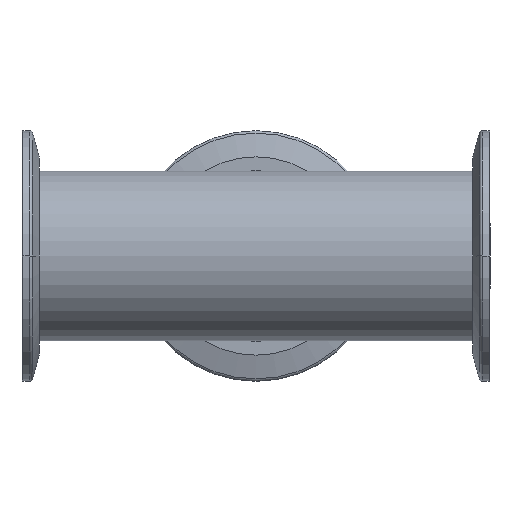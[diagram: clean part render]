
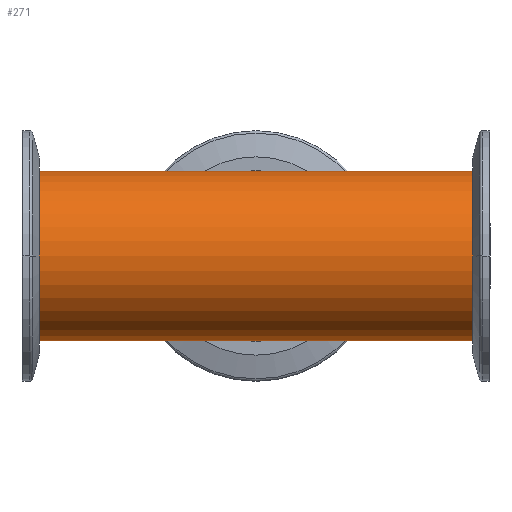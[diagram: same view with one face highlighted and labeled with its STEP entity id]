
A CAD part, front view. The second image highlights one B-rep face of the part: STEP entity #271.
In plain terms, the highlighted cylindrical face has radius 25.4 mm (diameter 50.8 mm), a partial arc.
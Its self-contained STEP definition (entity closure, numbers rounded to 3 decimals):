
#17 = CARTESIAN_POINT ( 'NONE',  ( 66.5, 0., 25.4 ) ) ;
#45 = DIRECTION ( 'NONE',  ( 0., 0., 1. ) ) ;
#48 = CARTESIAN_POINT ( 'NONE',  ( 66.5, 0., -25.4 ) ) ;
#54 = AXIS2_PLACEMENT_3D ( 'NONE', #765, #264, #847 ) ;
#76 = FACE_OUTER_BOUND ( 'NONE', #474, .T. ) ;
#77 = ORIENTED_EDGE ( 'NONE', *, *, #897, .F. ) ;
#85 = AXIS2_PLACEMENT_3D ( 'NONE', #855, #596, #146 ) ;
#94 = VECTOR ( 'NONE', #859, 1000. ) ;
#137 = DIRECTION ( 'NONE',  ( -1., 0., 0. ) ) ;
#146 = DIRECTION ( 'NONE',  ( 0., 0., -1. ) ) ;
#179 = VERTEX_POINT ( 'NONE', #17 ) ;
#192 = VERTEX_POINT ( 'NONE', #402 ) ;
#195 = ORIENTED_EDGE ( 'NONE', *, *, #649, .T. ) ;
#201 = ORIENTED_EDGE ( 'NONE', *, *, #737, .F. ) ;
#232 = VERTEX_POINT ( 'NONE', #669 ) ;
#239 = CARTESIAN_POINT ( 'NONE',  ( 66.5, 0., -25.4 ) ) ;
#264 = DIRECTION ( 'NONE',  ( 1., 0., 0. ) ) ;
#265 = ORIENTED_EDGE ( 'NONE', *, *, #794, .F. ) ;
#271 = ADVANCED_FACE ( 'NONE', ( #76 ), #340, .T. ) ;
#323 = DIRECTION ( 'NONE',  ( -1., 0., 0. ) ) ;
#329 = CARTESIAN_POINT ( 'NONE',  ( 0., 0., -25.4 ) ) ;
#340 = CYLINDRICAL_SURFACE ( 'NONE', #658, 25.4 ) ;
#363 = LINE ( 'NONE', #454, #94 ) ;
#402 = CARTESIAN_POINT ( 'NONE',  ( 0., 0., 25.4 ) ) ;
#404 = ORIENTED_EDGE ( 'NONE', *, *, #803, .T. ) ;
#422 = LINE ( 'NONE', #239, #600 ) ;
#453 = CARTESIAN_POINT ( 'NONE',  ( -66.5, 0., -25.4 ) ) ;
#454 = CARTESIAN_POINT ( 'NONE',  ( 66.5, 0., 25.4 ) ) ;
#459 = CARTESIAN_POINT ( 'NONE',  ( 66.5, 0., -25.4 ) ) ;
#461 = CIRCLE ( 'NONE', #85, 25.4 ) ;
#472 = DIRECTION ( 'NONE',  ( -1., 0., 0. ) ) ;
#474 = EDGE_LOOP ( 'NONE', ( #77, #201, #404, #195, #700, #265 ) ) ;
#487 = LINE ( 'NONE', #459, #686 ) ;
#577 = VECTOR ( 'NONE', #956, 1000. ) ;
#582 = VERTEX_POINT ( 'NONE', #48 ) ;
#596 = DIRECTION ( 'NONE',  ( 1., 0., 0. ) ) ;
#600 = VECTOR ( 'NONE', #323, 1000. ) ;
#630 = VERTEX_POINT ( 'NONE', #453 ) ;
#649 = EDGE_CURVE ( 'NONE', #192, #232, #363, .T. ) ;
#658 = AXIS2_PLACEMENT_3D ( 'NONE', #930, #137, #45 ) ;
#660 = CIRCLE ( 'NONE', #54, 25.4 ) ;
#669 = CARTESIAN_POINT ( 'NONE',  ( -66.5, 0., 25.4 ) ) ;
#686 = VECTOR ( 'NONE', #472, 1000. ) ;
#700 = ORIENTED_EDGE ( 'NONE', *, *, #705, .T. ) ;
#705 = EDGE_CURVE ( 'NONE', #232, #630, #461, .T. ) ;
#737 = EDGE_CURVE ( 'NONE', #179, #582, #660, .T. ) ;
#765 = CARTESIAN_POINT ( 'NONE',  ( 66.5, 0., 0. ) ) ;
#794 = EDGE_CURVE ( 'NONE', #807, #630, #422, .T. ) ;
#803 = EDGE_CURVE ( 'NONE', #179, #192, #810, .T. ) ;
#807 = VERTEX_POINT ( 'NONE', #329 ) ;
#810 = LINE ( 'NONE', #1029, #577 ) ;
#847 = DIRECTION ( 'NONE',  ( 0., 0., -1. ) ) ;
#855 = CARTESIAN_POINT ( 'NONE',  ( -66.5, 0., 0. ) ) ;
#859 = DIRECTION ( 'NONE',  ( -1., 0., 0. ) ) ;
#897 = EDGE_CURVE ( 'NONE', #582, #807, #487, .T. ) ;
#930 = CARTESIAN_POINT ( 'NONE',  ( 66.5, 0., 0. ) ) ;
#956 = DIRECTION ( 'NONE',  ( -1., 0., 0. ) ) ;
#1029 = CARTESIAN_POINT ( 'NONE',  ( 66.5, 0., 25.4 ) ) ;
